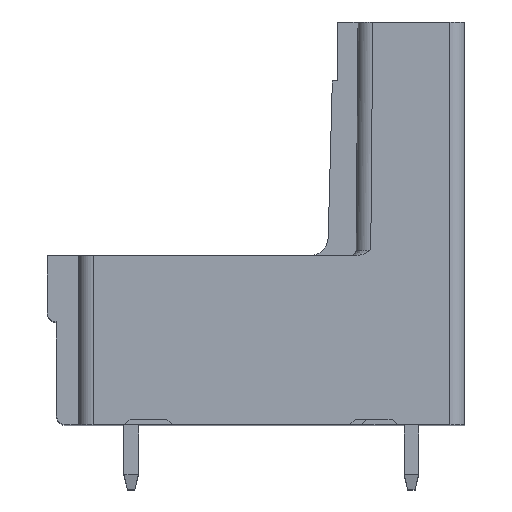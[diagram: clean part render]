
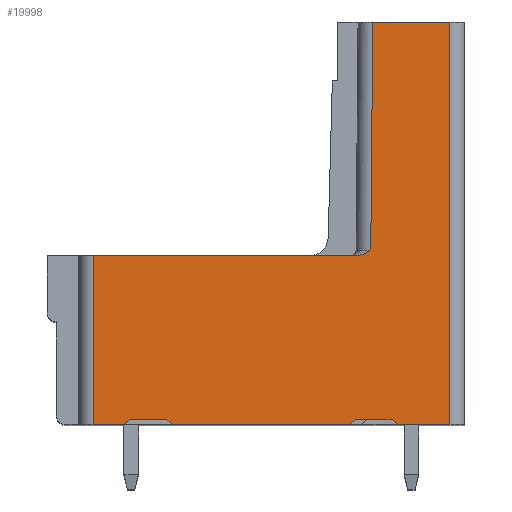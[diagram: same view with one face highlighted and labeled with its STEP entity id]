
A CAD part, top view. The second image highlights one B-rep face of the part: STEP entity #19998.
In plain terms, the highlighted planar face has unit normal (0, 0, 1).
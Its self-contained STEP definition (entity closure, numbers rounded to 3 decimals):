
#1886=DIRECTION('',(1.,0.,0.));
#1887=VECTOR('',#1886,2.85);
#1888=CARTESIAN_POINT('',(-3.644,0.,
-95.973));
#1889=LINE('',#1888,#1887);
#3911=CARTESIAN_POINT('',(-5.857,9.2,
-95.973));
#4230=DIRECTION('',(1.,0.,0.));
#4231=VECTOR('',#4230,2.);
#4232=CARTESIAN_POINT('',(-18.194,0.3,-95.973));
#4233=LINE('',#4232,#4231);
#4238=DIRECTION('',(1.,0.,0.));
#4239=VECTOR('',#4238,14.337);
#4240=CARTESIAN_POINT('',(-20.194,9.2,
-95.973));
#4241=LINE('',#4240,#4239);
#4242=CARTESIAN_POINT('',(-5.857,9.2,
-95.973));
#4243=CARTESIAN_POINT('',(-5.825,9.2,
-95.973));
#4244=CARTESIAN_POINT('',(-5.757,9.204,
-95.973));
#4245=CARTESIAN_POINT('',(-5.644,9.227,
-95.973));
#4246=CARTESIAN_POINT('',(-5.523,9.268,
-95.973));
#4247=CARTESIAN_POINT('',(-5.393,9.328,
-95.973));
#4248=CARTESIAN_POINT('',(-5.255,9.405,
-95.973));
#4249=CARTESIAN_POINT('',(-5.154,9.467,
-95.973));
#4250=CARTESIAN_POINT('',(-5.102,9.5,
-95.973));
#4252=DIRECTION('',(0.009,1.,0.));
#4253=VECTOR('',#4252,12.4);
#4254=CARTESIAN_POINT('',(-5.102,9.5,
-95.973));
#4255=LINE('',#4254,#4253);
#4256=DIRECTION('',(1.,0.,0.));
#4257=VECTOR('',#4256,4.2);
#4258=CARTESIAN_POINT('',(-4.994,21.9,-95.973));
#4259=LINE('',#4258,#4257);
#4260=DIRECTION('',(-0.707,0.707,0.));
#4261=VECTOR('',#4260,0.424);
#4262=CARTESIAN_POINT('',(-3.644,0.,
-95.973));
#4263=LINE('',#4262,#4261);
#4264=DIRECTION('',(-0.707,-0.707,0.));
#4265=VECTOR('',#4264,0.424);
#4266=CARTESIAN_POINT('',(-5.944,0.3,
-95.973));
#4267=LINE('',#4266,#4265);
#4268=DIRECTION('',(-1.,0.,0.));
#4269=VECTOR('',#4268,9.65);
#4270=CARTESIAN_POINT('',(-6.244,0.,
-95.973));
#4271=LINE('',#4270,#4269);
#4272=DIRECTION('',(-0.707,0.707,0.));
#4273=VECTOR('',#4272,0.424);
#4274=CARTESIAN_POINT('',(-15.894,0.,
-95.973));
#4275=LINE('',#4274,#4273);
#4276=DIRECTION('',(-0.707,-0.707,0.));
#4277=VECTOR('',#4276,0.424);
#4278=CARTESIAN_POINT('',(-18.194,0.3,-95.973));
#4279=LINE('',#4278,#4277);
#4280=DIRECTION('',(-1.,0.,0.));
#4281=VECTOR('',#4280,1.7);
#4282=CARTESIAN_POINT('',(-18.494,0.,
-95.973));
#4283=LINE('',#4282,#4281);
#4284=DIRECTION('',(0.,1.,0.));
#4285=VECTOR('',#4284,9.2);
#4286=CARTESIAN_POINT('',(-20.194,0.,
-95.973));
#4287=LINE('',#4286,#4285);
#5043=DIRECTION('',(1.,0.,0.));
#5044=VECTOR('',#5043,2.);
#5045=CARTESIAN_POINT('',(-5.944,0.3,
-95.973));
#5046=LINE('',#5045,#5044);
#8307=DIRECTION('',(0.,1.,0.));
#8308=VECTOR('',#8307,21.9);
#8309=CARTESIAN_POINT('',(-0.794,0.,
-95.973));
#8310=LINE('',#8309,#8308);
#11573=CARTESIAN_POINT('',(-0.794,21.9,-95.973));
#11574=VERTEX_POINT('',#11573);
#11575=CARTESIAN_POINT('',(-4.994,21.9,-95.973));
#11576=VERTEX_POINT('',#11575);
#11620=CARTESIAN_POINT('',(-20.194,0.,
-95.973));
#11621=VERTEX_POINT('',#11620);
#11622=CARTESIAN_POINT('',(-18.494,0.,
-95.973));
#11623=VERTEX_POINT('',#11622);
#11636=CARTESIAN_POINT('',(-15.894,0.,
-95.973));
#11637=VERTEX_POINT('',#11636);
#11638=CARTESIAN_POINT('',(-6.244,0.,
-95.973));
#11639=VERTEX_POINT('',#11638);
#11660=CARTESIAN_POINT('',(-3.644,0.,
-95.973));
#11661=VERTEX_POINT('',#11660);
#11662=CARTESIAN_POINT('',(-0.794,0.,
-95.973));
#11663=VERTEX_POINT('',#11662);
#11772=VERTEX_POINT('',#3911);
#11773=CARTESIAN_POINT('',(-20.194,9.2,
-95.973));
#11774=VERTEX_POINT('',#11773);
#11964=CARTESIAN_POINT('',(-16.194,0.3,
-95.973));
#11965=VERTEX_POINT('',#11964);
#11966=CARTESIAN_POINT('',(-18.194,0.3,-95.973));
#11967=VERTEX_POINT('',#11966);
#11968=VERTEX_POINT('',#4250);
#11969=CARTESIAN_POINT('',(-3.944,0.3,
-95.973));
#11970=VERTEX_POINT('',#11969);
#11971=CARTESIAN_POINT('',(-5.944,0.3,
-95.973));
#11972=VERTEX_POINT('',#11971);
#19968=CARTESIAN_POINT('',(-6.202,9.5,-95.973));
#19969=DIRECTION('',(0.,0.,1.));
#19970=DIRECTION('',(-1.,0.,0.));
#19971=AXIS2_PLACEMENT_3D('',#19968,#19969,#19970);
#19972=PLANE('',#19971);
#19973=ORIENTED_EDGE('',*,*,#19285,.T.);
#19975=ORIENTED_EDGE('',*,*,#19974,.T.);
#19977=ORIENTED_EDGE('',*,*,#19976,.T.);
#19979=ORIENTED_EDGE('',*,*,#19978,.T.);
#19981=ORIENTED_EDGE('',*,*,#19980,.F.);
#19982=ORIENTED_EDGE('',*,*,#16518,.F.);
#19984=ORIENTED_EDGE('',*,*,#19983,.T.);
#19986=ORIENTED_EDGE('',*,*,#19985,.F.);
#19988=ORIENTED_EDGE('',*,*,#19987,.T.);
#19989=ORIENTED_EDGE('',*,*,#16494,.T.);
#19990=ORIENTED_EDGE('',*,*,#19935,.T.);
#19991=ORIENTED_EDGE('',*,*,#19949,.F.);
#19992=ORIENTED_EDGE('',*,*,#19962,.T.);
#19993=ORIENTED_EDGE('',*,*,#16478,.T.);
#19995=ORIENTED_EDGE('',*,*,#19994,.T.);
#19996=EDGE_LOOP('',(#19973,#19975,#19977,#19979,#19981,#19982,#19984,#19986,
#19988,#19989,#19990,#19991,#19992,#19993,#19995));
#19997=FACE_OUTER_BOUND('',#19996,.F.);
#19998=ADVANCED_FACE('',(#19997),#19972,.T.);
#4251=B_SPLINE_CURVE_WITH_KNOTS('',3,(#4242,#4243,#4244,#4245,#4246,#4247,#4248,
#4249,#4250),.UNSPECIFIED.,.F.,.F.,(4,1,1,1,1,1,4),(0.,0.167,
0.333,0.5,0.667,0.833,1.),
.UNSPECIFIED.);
#16478=EDGE_CURVE('',#11623,#11621,#4283,.T.);
#16494=EDGE_CURVE('',#11639,#11637,#4271,.T.);
#16518=EDGE_CURVE('',#11661,#11663,#1889,.T.);
#19285=EDGE_CURVE('',#11774,#11772,#4241,.T.);
#19935=EDGE_CURVE('',#11637,#11965,#4275,.T.);
#19949=EDGE_CURVE('',#11967,#11965,#4233,.T.);
#19962=EDGE_CURVE('',#11967,#11623,#4279,.T.);
#19974=EDGE_CURVE('',#11772,#11968,#4251,.T.);
#19976=EDGE_CURVE('',#11968,#11576,#4255,.T.);
#19978=EDGE_CURVE('',#11576,#11574,#4259,.T.);
#19980=EDGE_CURVE('',#11663,#11574,#8310,.T.);
#19983=EDGE_CURVE('',#11661,#11970,#4263,.T.);
#19985=EDGE_CURVE('',#11972,#11970,#5046,.T.);
#19987=EDGE_CURVE('',#11972,#11639,#4267,.T.);
#19994=EDGE_CURVE('',#11621,#11774,#4287,.T.);
